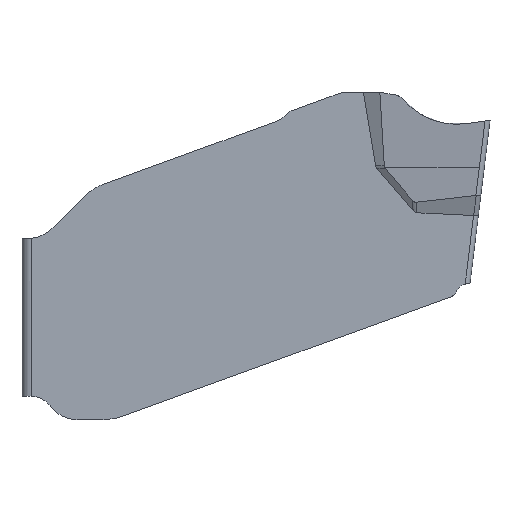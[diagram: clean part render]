
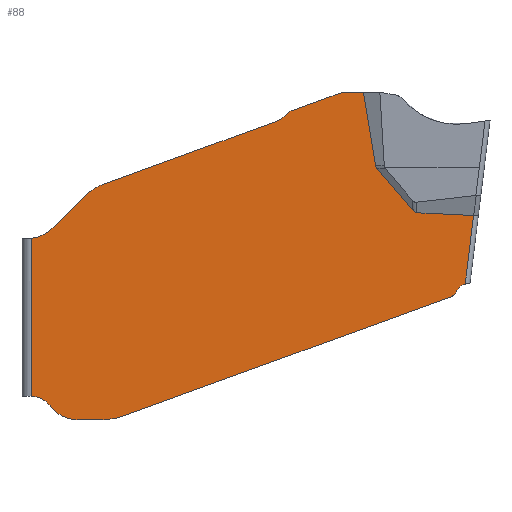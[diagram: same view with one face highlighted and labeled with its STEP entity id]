
A CAD part, left-side view. The second image highlights one B-rep face of the part: STEP entity #88.
In plain terms, the highlighted planar face has unit normal (-1, 0, 0).
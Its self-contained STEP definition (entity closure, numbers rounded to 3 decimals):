
#72=CIRCLE('',#1142,0.3);
#73=CIRCLE('',#1145,0.2);
#74=CIRCLE('',#1146,0.2);
#75=CIRCLE('',#1147,0.563);
#76=CIRCLE('',#1148,1.);
#77=CIRCLE('',#1150,0.8);
#78=CIRCLE('',#1151,0.5);
#79=CIRCLE('',#1152,0.75);
#80=CIRCLE('',#1154,0.1);
#88=ADVANCED_FACE('BODY_R_SUR',(#170),#143,.F.);
#143=PLANE('',#1155);
#170=FACE_OUTER_BOUND('',#225,.T.);
#225=EDGE_LOOP('',(#353,#354,#355,#356,#357,#358,#359,#360,#361,#362,#363,
#364,#365,#366,#367,#368,#369,#370,#371,#372,#373,#374,#375,#376,#377,#378,
#379,#380));
#287=ELLIPSE('',#1143,0.589,0.2);
#288=ELLIPSE('',#1144,0.473,0.2);
#289=ELLIPSE('',#1149,1.32,1.);
#290=ELLIPSE('',#1153,1.46,1.);
#353=ORIENTED_EDGE('',*,*,#771,.T.);
#354=ORIENTED_EDGE('',*,*,#772,.T.);
#355=ORIENTED_EDGE('',*,*,#773,.F.);
#356=ORIENTED_EDGE('',*,*,#774,.F.);
#357=ORIENTED_EDGE('',*,*,#775,.F.);
#358=ORIENTED_EDGE('',*,*,#776,.F.);
#359=ORIENTED_EDGE('',*,*,#777,.F.);
#360=ORIENTED_EDGE('',*,*,#778,.T.);
#361=ORIENTED_EDGE('',*,*,#779,.T.);
#362=ORIENTED_EDGE('',*,*,#780,.T.);
#363=ORIENTED_EDGE('',*,*,#781,.T.);
#364=ORIENTED_EDGE('',*,*,#782,.T.);
#365=ORIENTED_EDGE('',*,*,#783,.T.);
#366=ORIENTED_EDGE('',*,*,#784,.T.);
#367=ORIENTED_EDGE('',*,*,#785,.T.);
#368=ORIENTED_EDGE('',*,*,#786,.T.);
#369=ORIENTED_EDGE('',*,*,#787,.T.);
#370=ORIENTED_EDGE('',*,*,#788,.T.);
#371=ORIENTED_EDGE('',*,*,#789,.T.);
#372=ORIENTED_EDGE('',*,*,#790,.T.);
#373=ORIENTED_EDGE('',*,*,#791,.T.);
#374=ORIENTED_EDGE('',*,*,#792,.T.);
#375=ORIENTED_EDGE('',*,*,#793,.T.);
#376=ORIENTED_EDGE('',*,*,#794,.T.);
#377=ORIENTED_EDGE('',*,*,#795,.T.);
#378=ORIENTED_EDGE('',*,*,#796,.T.);
#379=ORIENTED_EDGE('',*,*,#797,.T.);
#380=ORIENTED_EDGE('',*,*,#798,.T.);
#667=VERTEX_POINT('',#1727);
#668=VERTEX_POINT('',#1728);
#669=VERTEX_POINT('',#1730);
#670=VERTEX_POINT('',#1732);
#671=VERTEX_POINT('',#1734);
#672=VERTEX_POINT('',#1736);
#673=VERTEX_POINT('',#1738);
#674=VERTEX_POINT('',#1740);
#675=VERTEX_POINT('',#1742);
#676=VERTEX_POINT('',#1744);
#677=VERTEX_POINT('',#1746);
#678=VERTEX_POINT('',#1748);
#679=VERTEX_POINT('',#1750);
#680=VERTEX_POINT('',#1752);
#681=VERTEX_POINT('',#1754);
#682=VERTEX_POINT('',#1759);
#683=VERTEX_POINT('',#1761);
#684=VERTEX_POINT('',#1763);
#685=VERTEX_POINT('',#1765);
#686=VERTEX_POINT('',#1767);
#687=VERTEX_POINT('',#1769);
#688=VERTEX_POINT('',#1771);
#689=VERTEX_POINT('',#1773);
#690=VERTEX_POINT('',#1775);
#691=VERTEX_POINT('',#1780);
#692=VERTEX_POINT('',#1782);
#693=VERTEX_POINT('',#1784);
#694=VERTEX_POINT('',#1786);
#771=EDGE_CURVE('',#667,#668,#72,.T.);
#772=EDGE_CURVE('',#668,#669,#905,.T.);
#773=EDGE_CURVE('',#670,#669,#906,.T.);
#774=EDGE_CURVE('',#671,#670,#287,.T.);
#775=EDGE_CURVE('',#672,#671,#907,.T.);
#776=EDGE_CURVE('',#673,#672,#288,.T.);
#777=EDGE_CURVE('',#674,#673,#908,.T.);
#778=EDGE_CURVE('',#674,#675,#909,.T.);
#779=EDGE_CURVE('',#675,#676,#73,.T.);
#780=EDGE_CURVE('',#676,#677,#910,.T.);
#781=EDGE_CURVE('',#677,#678,#74,.T.);
#782=EDGE_CURVE('',#678,#679,#75,.T.);
#783=EDGE_CURVE('',#679,#680,#911,.T.);
#784=EDGE_CURVE('',#680,#681,#76,.T.);
#785=EDGE_CURVE('',#681,#682,#1087,.T.);
#786=EDGE_CURVE('',#682,#683,#289,.T.);
#787=EDGE_CURVE('',#683,#684,#912,.T.);
#788=EDGE_CURVE('',#684,#685,#77,.T.);
#789=EDGE_CURVE('',#685,#686,#913,.T.);
#790=EDGE_CURVE('',#686,#687,#78,.T.);
#791=EDGE_CURVE('',#687,#688,#79,.T.);
#792=EDGE_CURVE('',#688,#689,#914,.T.);
#793=EDGE_CURVE('',#689,#690,#290,.T.);
#794=EDGE_CURVE('',#690,#691,#1088,.T.);
#795=EDGE_CURVE('',#691,#692,#915,.T.);
#796=EDGE_CURVE('',#692,#693,#916,.T.);
#797=EDGE_CURVE('',#693,#694,#80,.T.);
#798=EDGE_CURVE('',#694,#667,#917,.T.);
#905=LINE('',#1729,#998);
#906=LINE('',#1731,#999);
#907=LINE('',#1735,#1000);
#908=LINE('',#1739,#1001);
#909=LINE('',#1741,#1002);
#910=LINE('',#1745,#1003);
#911=LINE('',#1751,#1004);
#912=LINE('',#1762,#1005);
#913=LINE('',#1766,#1006);
#914=LINE('',#1772,#1007);
#915=LINE('',#1781,#1008);
#916=LINE('',#1783,#1009);
#917=LINE('',#1787,#1010);
#998=VECTOR('',#1297,1.);
#999=VECTOR('',#1298,1.);
#1000=VECTOR('',#1301,1.);
#1001=VECTOR('',#1304,1.);
#1002=VECTOR('',#1305,1.);
#1003=VECTOR('',#1308,1.);
#1004=VECTOR('',#1313,1.);
#1005=VECTOR('',#1318,1.);
#1006=VECTOR('',#1321,1.);
#1007=VECTOR('',#1326,1.);
#1008=VECTOR('',#1329,1.);
#1009=VECTOR('',#1330,1.);
#1010=VECTOR('',#1333,1.);
#1087=B_SPLINE_CURVE_WITH_KNOTS('',3,(#1755,#1756,#1757,#1758),
 .UNSPECIFIED.,.F.,.F.,(4,4),(0.,1.),.UNSPECIFIED.);
#1088=B_SPLINE_CURVE_WITH_KNOTS('',3,(#1776,#1777,#1778,#1779),
 .UNSPECIFIED.,.F.,.F.,(4,4),(0.,1.),.UNSPECIFIED.);
#1142=AXIS2_PLACEMENT_3D('',#1726,#1295,#1296);
#1143=AXIS2_PLACEMENT_3D('',#1733,#1299,#1300);
#1144=AXIS2_PLACEMENT_3D('',#1737,#1302,#1303);
#1145=AXIS2_PLACEMENT_3D('',#1743,#1306,#1307);
#1146=AXIS2_PLACEMENT_3D('',#1747,#1309,#1310);
#1147=AXIS2_PLACEMENT_3D('',#1749,#1311,#1312);
#1148=AXIS2_PLACEMENT_3D('',#1753,#1314,#1315);
#1149=AXIS2_PLACEMENT_3D('',#1760,#1316,#1317);
#1150=AXIS2_PLACEMENT_3D('',#1764,#1319,#1320);
#1151=AXIS2_PLACEMENT_3D('',#1768,#1322,#1323);
#1152=AXIS2_PLACEMENT_3D('',#1770,#1324,#1325);
#1153=AXIS2_PLACEMENT_3D('',#1774,#1327,#1328);
#1154=AXIS2_PLACEMENT_3D('',#1785,#1331,#1332);
#1155=AXIS2_PLACEMENT_3D('',#1788,#1334,#1335);
#1295=DIRECTION('',(1.,0.,0.));
#1296=DIRECTION('',(0.,0.,-1.));
#1297=DIRECTION('',(0.,-0.122,0.993));
#1298=DIRECTION('',(0.,-0.999,-0.048));
#1299=DIRECTION('',(-1.,0.,0.));
#1300=DIRECTION('',(0.,-0.083,-0.997));
#1301=DIRECTION('',(0.,-0.653,-0.758));
#1302=DIRECTION('',(-1.,0.,0.));
#1303=DIRECTION('',(0.,-1.,0.));
#1304=DIRECTION('',(0.,-0.163,-0.987));
#1305=DIRECTION('',(0.,1.,0.));
#1306=DIRECTION('',(-1.,0.,0.));
#1307=DIRECTION('',(0.,0.,-1.));
#1308=DIRECTION('',(0.,0.94,-0.342));
#1309=DIRECTION('',(-1.,0.,0.));
#1310=DIRECTION('',(0.,0.,-1.));
#1311=DIRECTION('',(1.,0.,0.));
#1312=DIRECTION('',(0.,0.,-1.));
#1313=DIRECTION('',(0.,0.94,-0.342));
#1314=DIRECTION('',(-1.,0.,0.));
#1315=DIRECTION('',(0.,0.,-1.));
#1316=DIRECTION('',(-1.,0.,0.));
#1317=DIRECTION('',(0.,0.707,-0.707));
#1318=DIRECTION('',(0.,0.707,-0.707));
#1319=DIRECTION('',(1.,0.,0.));
#1320=DIRECTION('',(0.,0.,-1.));
#1321=DIRECTION('',(0.,0.,-1.));
#1322=DIRECTION('',(1.,0.,0.));
#1323=DIRECTION('',(0.,0.,-1.));
#1324=DIRECTION('',(-1.,0.,0.));
#1325=DIRECTION('',(0.,0.,-1.));
#1326=DIRECTION('',(0.,-1.,0.));
#1327=DIRECTION('',(-1.,0.,0.));
#1328=DIRECTION('',(0.,-1.,0.));
#1329=DIRECTION('',(0.,-0.94,0.341));
#1330=DIRECTION('',(0.,-0.94,0.342));
#1331=DIRECTION('',(-1.,0.,0.));
#1332=DIRECTION('',(0.,0.,-1.));
#1333=DIRECTION('',(0.,-0.5,0.866));
#1334=DIRECTION('',(1.,0.,0.));
#1335=DIRECTION('',(0.,0.,-1.));
#1726=CARTESIAN_POINT('',(-0.75,-4.55,-3.789));
#1727=CARTESIAN_POINT('',(-0.75,-4.29,-3.639));
#1728=CARTESIAN_POINT('',(-0.75,-4.47,-3.5));
#1729=CARTESIAN_POINT('',(-0.75,-4.826,-0.593));
#1730=CARTESIAN_POINT('',(-0.75,-4.649,-2.034));
#1731=CARTESIAN_POINT('',(-0.75,0.087,-1.807));
#1732=CARTESIAN_POINT('',(-0.75,-3.438,-1.976));
#1733=CARTESIAN_POINT('',(-0.75,-3.398,-1.39));
#1734=CARTESIAN_POINT('',(-0.75,-3.358,-1.928));
#1735=CARTESIAN_POINT('',(-0.75,-0.975,0.839));
#1736=CARTESIAN_POINT('',(-0.75,-2.581,-1.026));
#1737=CARTESIAN_POINT('',(-0.75,-3.026,-0.958));
#1738=CARTESIAN_POINT('',(-0.75,-2.554,-0.972));
#1739=CARTESIAN_POINT('',(-0.75,-2.329,0.385));
#1740=CARTESIAN_POINT('',(-0.75,-2.294,0.6));
#1741=CARTESIAN_POINT('',(-0.75,0.,0.6));
#1742=CARTESIAN_POINT('',(-0.75,-1.888,0.6));
#1743=CARTESIAN_POINT('',(-0.75,-1.888,0.4));
#1744=CARTESIAN_POINT('',(-0.75,-1.819,0.588));
#1745=CARTESIAN_POINT('',(-0.75,-0.024,-0.066));
#1746=CARTESIAN_POINT('',(-0.75,-0.753,0.2));
#1747=CARTESIAN_POINT('',(-0.75,-0.822,0.012));
#1748=CARTESIAN_POINT('',(-0.75,-0.669,0.141));
#1749=CARTESIAN_POINT('',(-0.75,-0.24,0.506));
#1750=CARTESIAN_POINT('',(-0.75,-0.433,-0.023));
#1751=CARTESIAN_POINT('',(-0.75,-0.058,-0.16));
#1752=CARTESIAN_POINT('',(-0.75,3.281,-1.375));
#1753=CARTESIAN_POINT('',(-0.75,2.939,-2.315));
#1754=CARTESIAN_POINT('',(-0.75,3.454,-1.457));
#1755=CARTESIAN_POINT('',(-0.75,3.454,-1.457));
#1756=CARTESIAN_POINT('',(-0.75,3.473,-1.469));
#1757=CARTESIAN_POINT('',(-0.75,3.491,-1.481));
#1758=CARTESIAN_POINT('',(-0.75,3.508,-1.494));
#1759=CARTESIAN_POINT('',(-0.75,3.508,-1.494));
#1760=CARTESIAN_POINT('',(-0.75,2.985,-2.361));
#1761=CARTESIAN_POINT('',(-0.75,3.693,-1.654));
#1762=CARTESIAN_POINT('',(-0.75,1.019,1.019));
#1763=CARTESIAN_POINT('',(-0.75,4.334,-2.296));
#1764=CARTESIAN_POINT('',(-0.75,4.9,-1.73));
#1765=CARTESIAN_POINT('',(-0.75,4.8,-2.524));
#1766=CARTESIAN_POINT('',(-0.75,4.8,-8.));
#1767=CARTESIAN_POINT('',(-0.75,4.8,-5.9));
#1768=CARTESIAN_POINT('',(-0.75,4.8,-6.4));
#1769=CARTESIAN_POINT('',(-0.75,4.4,-6.1));
#1770=CARTESIAN_POINT('',(-0.75,3.8,-5.65));
#1771=CARTESIAN_POINT('',(-0.75,3.8,-6.4));
#1772=CARTESIAN_POINT('',(-0.75,0.,-6.4));
#1773=CARTESIAN_POINT('',(-0.75,3.367,-6.4));
#1774=CARTESIAN_POINT('',(-0.75,3.367,-5.4));
#1775=CARTESIAN_POINT('',(-0.75,2.981,-6.364));
#1776=CARTESIAN_POINT('',(-0.75,2.981,-6.364));
#1777=CARTESIAN_POINT('',(-0.75,2.95,-6.359));
#1778=CARTESIAN_POINT('',(-0.75,2.92,-6.35));
#1779=CARTESIAN_POINT('',(-0.75,2.891,-6.34));
#1780=CARTESIAN_POINT('',(-0.75,2.891,-6.34));
#1781=CARTESIAN_POINT('',(-0.75,-1.697,-4.674));
#1782=CARTESIAN_POINT('',(-0.75,2.89,-6.339));
#1783=CARTESIAN_POINT('',(-0.75,-1.699,-4.669));
#1784=CARTESIAN_POINT('',(-0.75,-4.192,-3.762));
#1785=CARTESIAN_POINT('',(-0.75,-4.158,-3.668));
#1786=CARTESIAN_POINT('',(-0.75,-4.245,-3.718));
#1787=CARTESIAN_POINT('',(-0.75,-4.793,-2.767));
#1788=CARTESIAN_POINT('',(-0.75,0.,0.));
